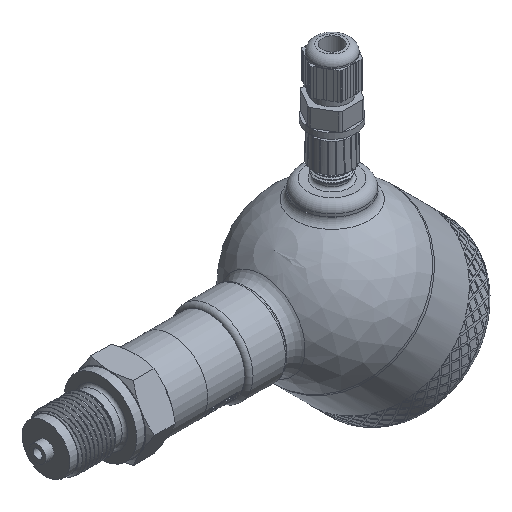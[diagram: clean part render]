
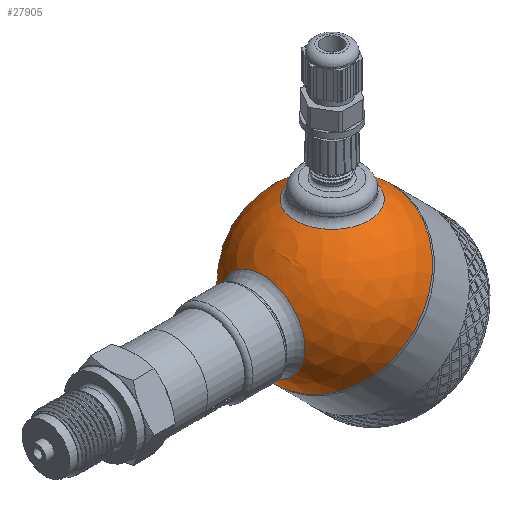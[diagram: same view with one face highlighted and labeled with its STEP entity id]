
A CAD part, isometric view. The second image highlights one B-rep face of the part: STEP entity #27905.
In plain terms, the highlighted spherical face has radius 30 mm.
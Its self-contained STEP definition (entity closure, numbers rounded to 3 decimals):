
#65=SPHERICAL_SURFACE('',#29579,30.);
#166=FACE_BOUND('',#3913,.T.);
#167=FACE_BOUND('',#3914,.T.);
#2139=FACE_OUTER_BOUND('',#3912,.T.);
#3912=EDGE_LOOP('',(#20280,#20281,#20282,#20283));
#3913=EDGE_LOOP('',(#20284));
#3914=EDGE_LOOP('',(#20285));
#5563=CIRCLE('',#29502,30.);
#5564=CIRCLE('',#29503,30.);
#5591=CIRCLE('',#29575,13.5);
#5594=CIRCLE('',#29580,30.);
#5595=CIRCLE('',#29581,15.643);
#11098=VERTEX_POINT('',#37609);
#11099=VERTEX_POINT('',#37611);
#11626=VERTEX_POINT('',#44375);
#11628=VERTEX_POINT('',#44382);
#11629=VERTEX_POINT('',#44384);
#14087=EDGE_CURVE('',#11098,#11099,#5563,.T.);
#14088=EDGE_CURVE('',#11099,#11098,#5564,.T.);
#14881=EDGE_CURVE('',#11626,#11626,#5591,.T.);
#14884=EDGE_CURVE('',#11099,#11628,#5594,.T.);
#14885=EDGE_CURVE('',#11629,#11629,#5595,.T.);
#20280=ORIENTED_EDGE('',*,*,#14088,.F.);
#20281=ORIENTED_EDGE('',*,*,#14884,.T.);
#20282=ORIENTED_EDGE('',*,*,#14884,.F.);
#20283=ORIENTED_EDGE('',*,*,#14087,.F.);
#20284=ORIENTED_EDGE('',*,*,#14885,.F.);
#20285=ORIENTED_EDGE('',*,*,#14881,.F.);
#27905=ADVANCED_FACE('',(#2139,#166,#167),#65,.T.);
#29502=AXIS2_PLACEMENT_3D('',#37612,#31037,#31038);
#29503=AXIS2_PLACEMENT_3D('',#37613,#31039,#31040);
#29575=AXIS2_PLACEMENT_3D('',#44376,#31461,#31462);
#29579=AXIS2_PLACEMENT_3D('',#44381,#31469,#31470);
#29580=AXIS2_PLACEMENT_3D('',#44383,#31471,#31472);
#29581=AXIS2_PLACEMENT_3D('',#44385,#31473,#31474);
#31037=DIRECTION('center_axis',(1.,0.,0.));
#31038=DIRECTION('ref_axis',(0.,1.,0.));
#31039=DIRECTION('center_axis',(1.,0.,0.));
#31040=DIRECTION('ref_axis',(0.,1.,0.));
#31461=DIRECTION('center_axis',(-0.707,0.,-0.707));
#31462=DIRECTION('ref_axis',(-0.707,0.,0.707));
#31469=DIRECTION('center_axis',(1.,0.,0.));
#31470=DIRECTION('ref_axis',(0.,-1.,0.));
#31471=DIRECTION('center_axis',(0.,0.,1.));
#31472=DIRECTION('ref_axis',(0.,1.,0.));
#31473=DIRECTION('center_axis',(-0.707,0.,0.707));
#31474=DIRECTION('ref_axis',(0.707,0.,0.707));
#37609=CARTESIAN_POINT('',(0.,-30.,0.));
#37611=CARTESIAN_POINT('',(0.,30.,0.));
#37612=CARTESIAN_POINT('Origin',(0.,0.,0.));
#37613=CARTESIAN_POINT('Origin',(0.,0.,0.));
#44375=CARTESIAN_POINT('',(-9.398,0.,-28.49));
#44376=CARTESIAN_POINT('Origin',(-18.944,0.,-18.944));
#44381=CARTESIAN_POINT('Origin',(0.,0.,0.));
#44382=CARTESIAN_POINT('',(-30.,0.,0.));
#44383=CARTESIAN_POINT('Origin',(0.,0.,0.));
#44384=CARTESIAN_POINT('',(-29.162,0.,7.04));
#44385=CARTESIAN_POINT('Origin',(-18.101,0.,18.101));
